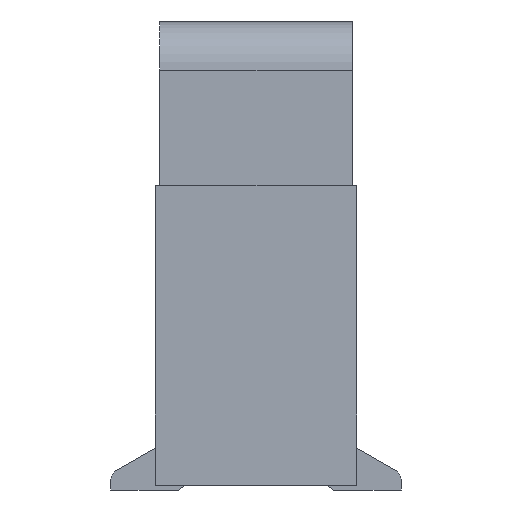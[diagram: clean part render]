
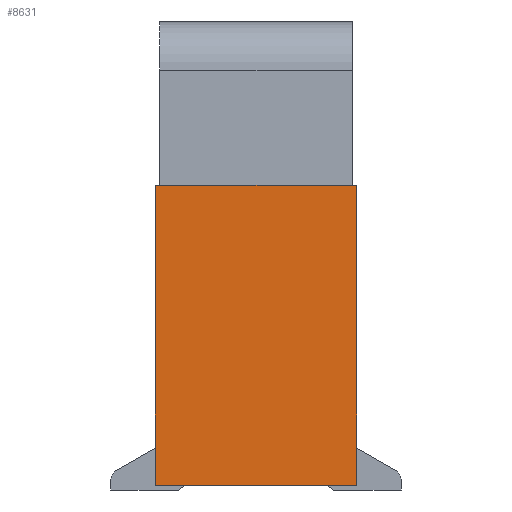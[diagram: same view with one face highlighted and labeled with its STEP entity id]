
A CAD part, left-side view. The second image highlights one B-rep face of the part: STEP entity #8631.
In plain terms, the highlighted planar face has unit normal (-1, 0, 0).
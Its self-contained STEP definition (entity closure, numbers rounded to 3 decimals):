
#1739=ORIENTED_EDGE('',*,*,#3571,.T.);
#1740=ORIENTED_EDGE('',*,*,#3565,.F.);
#1741=ORIENTED_EDGE('',*,*,#3561,.F.);
#1742=ORIENTED_EDGE('',*,*,#3572,.F.);
#1743=ORIENTED_EDGE('',*,*,#3573,.F.);
#1744=ORIENTED_EDGE('',*,*,#3568,.T.);
#3561=EDGE_CURVE('',#4551,#4542,#5594,.T.);
#3565=EDGE_CURVE('',#4542,#4553,#5598,.T.);
#3568=EDGE_CURVE('',#4556,#4555,#5601,.T.);
#3571=EDGE_CURVE('',#4555,#4553,#5604,.T.);
#3572=EDGE_CURVE('',#4558,#4551,#5605,.T.);
#3573=EDGE_CURVE('',#4556,#4558,#5606,.T.);
#4542=VERTEX_POINT('',#13317);
#4551=VERTEX_POINT('',#13350);
#4553=VERTEX_POINT('',#13359);
#4555=VERTEX_POINT('',#13364);
#4556=VERTEX_POINT('',#13366);
#4558=VERTEX_POINT('',#13373);
#5594=LINE('',#13351,#6795);
#5598=LINE('',#13358,#6799);
#5601=LINE('',#13365,#6802);
#5604=LINE('',#13371,#6805);
#5605=LINE('',#13372,#6806);
#5606=LINE('',#13374,#6807);
#6795=VECTOR('',#10837,1000.);
#6799=VECTOR('',#10845,1000.);
#6802=VECTOR('',#10850,1000.);
#6805=VECTOR('',#10855,1000.);
#6806=VECTOR('',#10856,1000.);
#6807=VECTOR('',#10857,1000.);
#7382=EDGE_LOOP('',(#1739,#1740,#1741,#1742,#1743,#1744));
#7807=FACE_BOUND('',#7382,.T.);
#8206=PLANE('',#9135);
#8631=ADVANCED_FACE('',(#7807),#8206,.F.);
#9135=AXIS2_PLACEMENT_3D('',#13370,#10853,#10854);
#10837=DIRECTION('',(0.,-1.,0.));
#10845=DIRECTION('',(0.,-1.,0.));
#10850=DIRECTION('',(0.,-1.,0.));
#10853=DIRECTION('',(1.,0.,0.));
#10854=DIRECTION('',(0.,0.,-1.));
#10855=DIRECTION('',(0.,0.,1.));
#10856=DIRECTION('',(0.,-1.,0.));
#10857=DIRECTION('',(0.,0.,1.));
#13317=CARTESIAN_POINT('',(-5.075,0.,-1.7));
#13350=CARTESIAN_POINT('',(-5.075,2.,-1.7));
#13351=CARTESIAN_POINT('',(-5.075,2.05,-1.7));
#13358=CARTESIAN_POINT('',(-5.075,2.05,-1.7));
#13359=CARTESIAN_POINT('',(-5.075,-0.05,-1.7));
#13364=CARTESIAN_POINT('',(-5.075,-0.05,-4.82));
#13365=CARTESIAN_POINT('',(-5.075,2.05,-4.82));
#13366=CARTESIAN_POINT('',(-5.075,2.05,-4.82));
#13370=CARTESIAN_POINT('',(-5.075,2.05,-4.82));
#13371=CARTESIAN_POINT('',(-5.075,-0.05,-4.82));
#13372=CARTESIAN_POINT('',(-5.075,2.05,-1.7));
#13373=CARTESIAN_POINT('',(-5.075,2.05,-1.7));
#13374=CARTESIAN_POINT('',(-5.075,2.05,-4.82));
